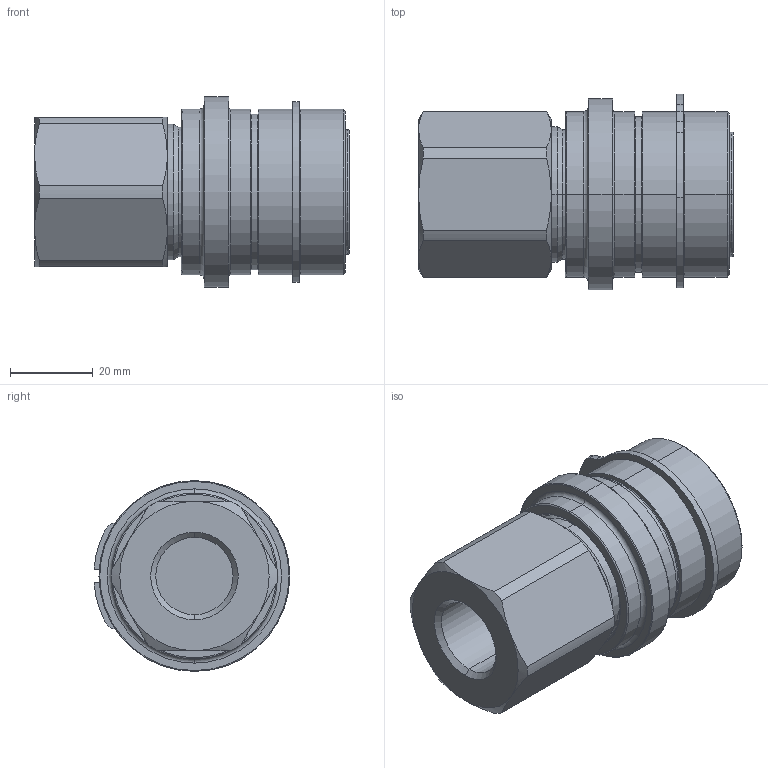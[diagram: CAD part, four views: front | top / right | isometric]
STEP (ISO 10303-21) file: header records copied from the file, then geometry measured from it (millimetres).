
FILE_DESCRIPTION (( 'STEP AP214' ), '1' );
FILE_NAME ('FEMP-501-8FB.STEP', '2015-08-27T11:44:47', ( 'admin' ), ( 'Microsoft' ), 'SwSTEP 2.0', 'SolidWorks 2009', '' );
FILE_SCHEMA (( 'AUTOMOTIVE_DESIGN' ));
Length unit declared in the file: millimetre
Products named in the file (1): FEMP-501-8FB
Bounding box: 75.9 x 47.17 x 46 mm (x, y, z)
Volume: 85877.9 mm3; surface area: 17217.8 mm2
Topology: 2 solids, 2 shells, 152 faces, 331 edges, 200 vertices
Faces by surface type: cylinder 59, torus 34, plane 33, cone 26
Entity records: 4357 total; most frequent: CARTESIAN_POINT 884, DIRECTION 816, ORIENTED_EDGE 662, AXIS2_PLACEMENT_3D 362, EDGE_CURVE 331, CIRCLE 209, VERTEX_POINT 200, EDGE_LOOP 173
